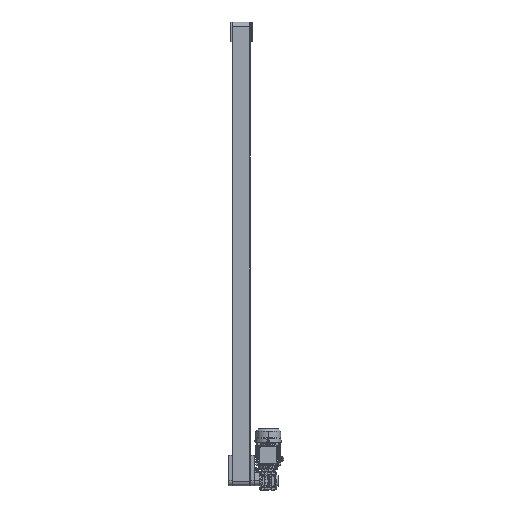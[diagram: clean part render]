
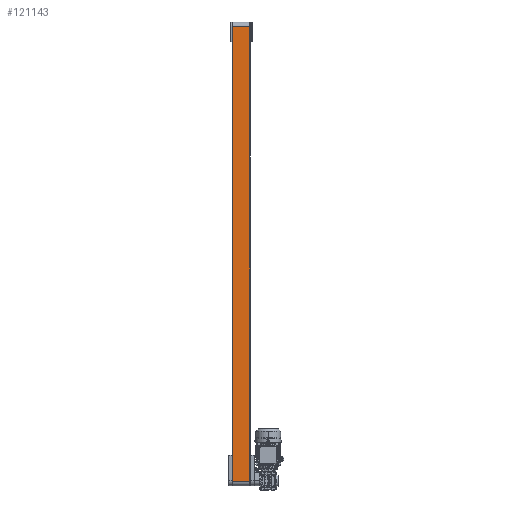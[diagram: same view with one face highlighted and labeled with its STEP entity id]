
A CAD part, front view. The second image highlights one B-rep face of the part: STEP entity #121143.
In plain terms, the highlighted planar face has unit normal (0, -1, 0).
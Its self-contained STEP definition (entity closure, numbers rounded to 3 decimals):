
#7493 = FACE_OUTER_BOUND ( 'NONE', #175007, .T. ) ;
#10374 = VECTOR ( 'NONE', #113729, 1000. ) ;
#10377 = DIRECTION ( 'NONE',  ( 0., 0., -1. ) ) ;
#10984 = DIRECTION ( 'NONE',  ( -1., 0., 0. ) ) ;
#14316 = VERTEX_POINT ( 'NONE', #139166 ) ;
#16616 = EDGE_CURVE ( 'NONE', #14316, #58761, #80775, .T. ) ;
#18930 = PLANE ( 'NONE',  #70999 ) ;
#20787 = DIRECTION ( 'NONE',  ( 0., 0., 1. ) ) ;
#23387 = ORIENTED_EDGE ( 'NONE', *, *, #29339, .T. ) ;
#29339 = EDGE_CURVE ( 'NONE', #14316, #129659, #37379, .T. ) ;
#33410 = ORIENTED_EDGE ( 'NONE', *, *, #165541, .F. ) ;
#35125 = VECTOR ( 'NONE', #66845, 1000. ) ;
#37379 = LINE ( 'NONE', #137318, #35125 ) ;
#58761 = VERTEX_POINT ( 'NONE', #145212 ) ;
#66845 = DIRECTION ( 'NONE',  ( -1., 0., 0. ) ) ;
#70999 = AXIS2_PLACEMENT_3D ( 'NONE', #122511, #107316, #20787 ) ;
#80775 = LINE ( 'NONE', #140733, #172117 ) ;
#91791 = ORIENTED_EDGE ( 'NONE', *, *, #167934, .T. ) ;
#98521 = LINE ( 'NONE', #115597, #10374 ) ;
#100007 = VERTEX_POINT ( 'NONE', #134850 ) ;
#107316 = DIRECTION ( 'NONE',  ( 0., 1., 0. ) ) ;
#113729 = DIRECTION ( 'NONE',  ( 0., 0., -1. ) ) ;
#115597 = CARTESIAN_POINT ( 'NONE',  ( 2.5, -22.282, -114.891 ) ) ;
#121143 = ADVANCED_FACE ( 'NONE', ( #7493 ), #18930, .F. ) ;
#122511 = CARTESIAN_POINT ( 'NONE',  ( 77.5, -22.282, -114.891 ) ) ;
#127632 = CARTESIAN_POINT ( 'NONE',  ( 2.5, -22.282, 1886.891 ) ) ;
#127899 = CARTESIAN_POINT ( 'NONE',  ( 77.5, -22.282, -114.891 ) ) ;
#129659 = VERTEX_POINT ( 'NONE', #127632 ) ;
#134850 = CARTESIAN_POINT ( 'NONE',  ( 2.5, -22.282, -114.891 ) ) ;
#137318 = CARTESIAN_POINT ( 'NONE',  ( 77.5, -22.282, 1886.891 ) ) ;
#139166 = CARTESIAN_POINT ( 'NONE',  ( 77.5, -22.282, 1886.891 ) ) ;
#140733 = CARTESIAN_POINT ( 'NONE',  ( 77.5, -22.282, -114.891 ) ) ;
#141345 = LINE ( 'NONE', #127899, #176788 ) ;
#145212 = CARTESIAN_POINT ( 'NONE',  ( 77.5, -22.282, -114.891 ) ) ;
#165541 = EDGE_CURVE ( 'NONE', #58761, #100007, #141345, .T. ) ;
#167934 = EDGE_CURVE ( 'NONE', #129659, #100007, #98521, .T. ) ;
#172117 = VECTOR ( 'NONE', #10377, 1000. ) ;
#175007 = EDGE_LOOP ( 'NONE', ( #91791, #33410, #187902, #23387 ) ) ;
#176788 = VECTOR ( 'NONE', #10984, 1000. ) ;
#187902 = ORIENTED_EDGE ( 'NONE', *, *, #16616, .F. ) ;
